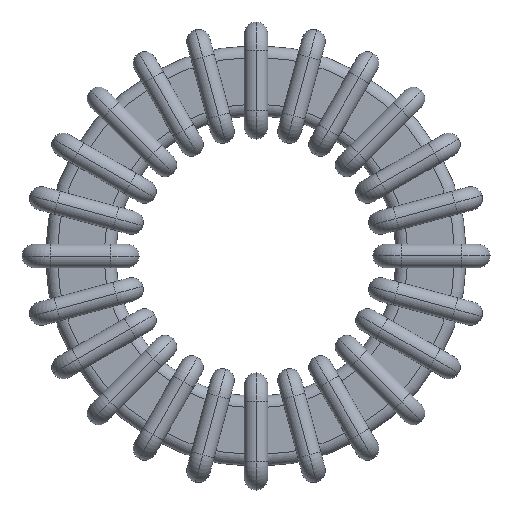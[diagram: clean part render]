
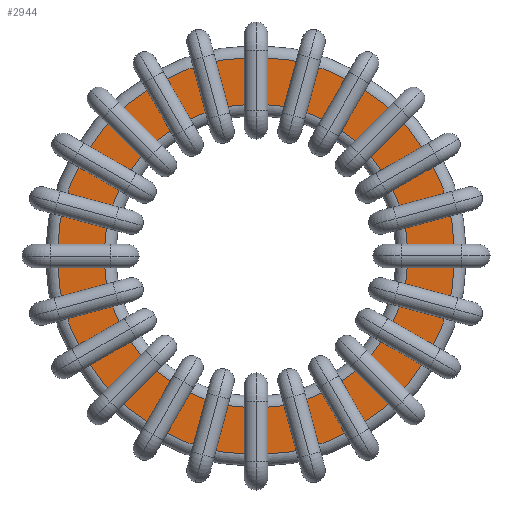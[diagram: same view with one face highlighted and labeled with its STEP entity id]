
A CAD part, left-side view. The second image highlights one B-rep face of the part: STEP entity #2944.
In plain terms, the highlighted planar face has unit normal (-1, 0, 0).
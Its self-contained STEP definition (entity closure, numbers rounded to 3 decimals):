
#20 = EDGE_LOOP ( 'NONE', ( #16394, #5780 ) ) ;
#643 = DIRECTION ( 'NONE',  ( 0., 0., -1. ) ) ;
#869 = DIRECTION ( 'NONE',  ( 0., 0., -1. ) ) ;
#948 = ORIENTED_EDGE ( 'NONE', *, *, #4517, .T. ) ;
#1463 = FACE_BOUND ( 'NONE', #2198, .T. ) ;
#1494 = CARTESIAN_POINT ( 'NONE',  ( -3., 0., -6.5 ) ) ;
#1622 = DIRECTION ( 'NONE',  ( 1., 0., 0. ) ) ;
#2198 = EDGE_LOOP ( 'NONE', ( #948, #3696 ) ) ;
#2944 = ADVANCED_FACE ( 'NONE', ( #1463, #7142 ), #4068, .T. ) ;
#3070 = CARTESIAN_POINT ( 'NONE',  ( -3., 0., 0. ) ) ;
#3368 = DIRECTION ( 'NONE',  ( 1., 0., 0. ) ) ;
#3523 = CIRCLE ( 'NONE', #14171, 8.5 ) ;
#3696 = ORIENTED_EDGE ( 'NONE', *, *, #8697, .T. ) ;
#3774 = CARTESIAN_POINT ( 'NONE',  ( -3., 0., -8.5 ) ) ;
#4024 = CARTESIAN_POINT ( 'NONE',  ( -3., 0., 6.5 ) ) ;
#4068 = PLANE ( 'NONE',  #13828 ) ;
#4081 = AXIS2_PLACEMENT_3D ( 'NONE', #10090, #1622, #12958 ) ;
#4248 = DIRECTION ( 'NONE',  ( 0., 0., 1. ) ) ;
#4517 = EDGE_CURVE ( 'NONE', #5906, #17302, #9442, .T. ) ;
#5056 = CIRCLE ( 'NONE', #12756, 8.5 ) ;
#5572 = DIRECTION ( 'NONE',  ( -1., 0., 0. ) ) ;
#5780 = ORIENTED_EDGE ( 'NONE', *, *, #8539, .F. ) ;
#5906 = VERTEX_POINT ( 'NONE', #1494 ) ;
#6481 = CARTESIAN_POINT ( 'NONE',  ( -3., 0., 0. ) ) ;
#6580 = CIRCLE ( 'NONE', #14248, 6.5 ) ;
#7142 = FACE_OUTER_BOUND ( 'NONE', #20, .T. ) ;
#8539 = EDGE_CURVE ( 'NONE', #11703, #10172, #5056, .T. ) ;
#8697 = EDGE_CURVE ( 'NONE', #17302, #5906, #6580, .T. ) ;
#9442 = CIRCLE ( 'NONE', #4081, 6.5 ) ;
#10090 = CARTESIAN_POINT ( 'NONE',  ( -3., 0., 0. ) ) ;
#10172 = VERTEX_POINT ( 'NONE', #3774 ) ;
#11703 = VERTEX_POINT ( 'NONE', #14899 ) ;
#12756 = AXIS2_PLACEMENT_3D ( 'NONE', #6481, #15311, #869 ) ;
#12958 = DIRECTION ( 'NONE',  ( 0., 0., -1. ) ) ;
#13828 = AXIS2_PLACEMENT_3D ( 'NONE', #18359, #5572, #4248 ) ;
#14171 = AXIS2_PLACEMENT_3D ( 'NONE', #3070, #3368, #643 ) ;
#14248 = AXIS2_PLACEMENT_3D ( 'NONE', #15502, #17569, #17466 ) ;
#14899 = CARTESIAN_POINT ( 'NONE',  ( -3., 0., 8.5 ) ) ;
#15311 = DIRECTION ( 'NONE',  ( 1., 0., 0. ) ) ;
#15502 = CARTESIAN_POINT ( 'NONE',  ( -3., 0., 0. ) ) ;
#16394 = ORIENTED_EDGE ( 'NONE', *, *, #18388, .F. ) ;
#17302 = VERTEX_POINT ( 'NONE', #4024 ) ;
#17466 = DIRECTION ( 'NONE',  ( 0., 0., -1. ) ) ;
#17569 = DIRECTION ( 'NONE',  ( 1., 0., 0. ) ) ;
#18359 = CARTESIAN_POINT ( 'NONE',  ( -3., 0., -6.5 ) ) ;
#18388 = EDGE_CURVE ( 'NONE', #10172, #11703, #3523, .T. ) ;
